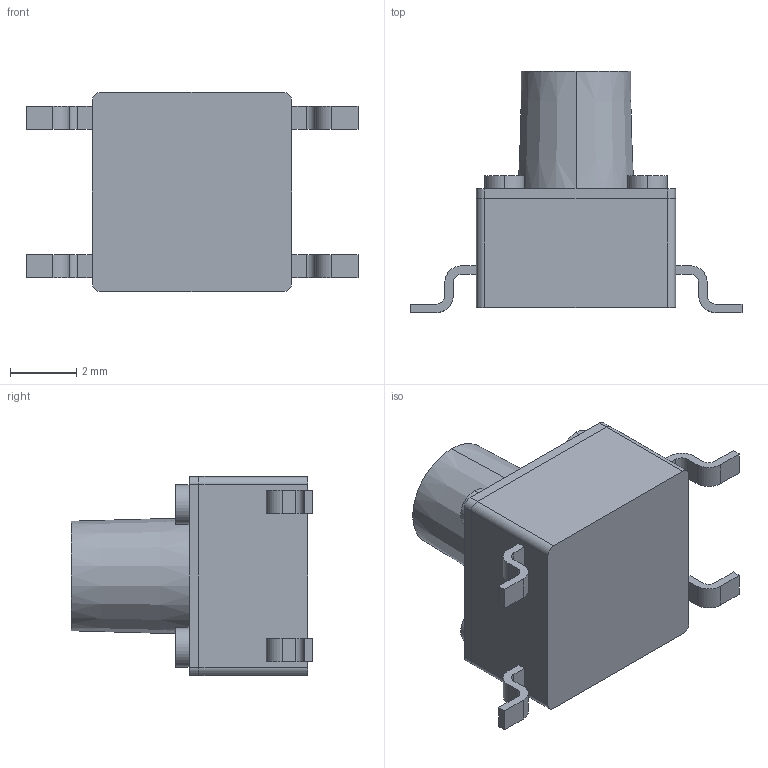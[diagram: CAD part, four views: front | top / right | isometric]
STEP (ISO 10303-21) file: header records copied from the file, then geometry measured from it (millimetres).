
FILE_DESCRIPTION (( 'STEP AP214' ), '1' );
FILE_NAME ('FSM6JSMA.STEP', '2024-06-10T05:16:51', ( 'LENOVO' ), ( '' ), 'SwSTEP 2.0', 'SolidWorks 2021', '' );
FILE_SCHEMA (( 'AUTOMOTIVE_DESIGN' ));
Length unit declared in the file: millimetre
Products named in the file (1): FSM6JSMA
Bounding box: 10 x 7.26 x 6 mm (x, y, z)
Volume: 164.3 mm3; surface area: 321.9 mm2
Topology: 11 solids, 11 shells, 96 faces, 222 edges, 148 vertices
Faces by surface type: plane 62, cylinder 32, cone 2
Entity records: 2858 total; most frequent: DIRECTION 484, CARTESIAN_POINT 467, ORIENTED_EDGE 444, EDGE_CURVE 222, AXIS2_PLACEMENT_3D 165, VECTOR 154, LINE 154, VERTEX_POINT 148
